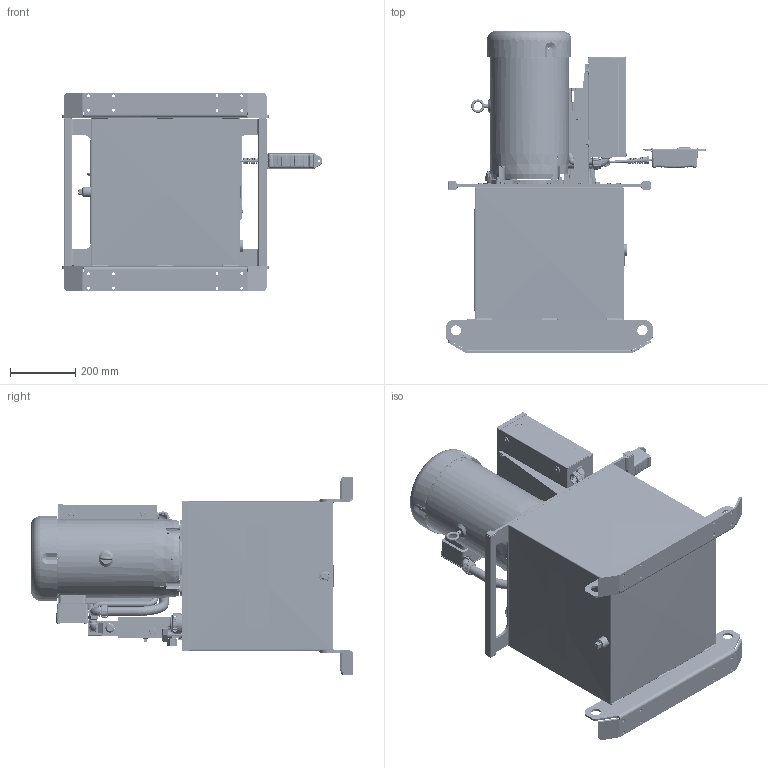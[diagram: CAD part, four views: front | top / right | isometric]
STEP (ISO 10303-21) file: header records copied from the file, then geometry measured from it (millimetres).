
FILE_DESCRIPTION (( 'STEP AP203' ), '1' );
FILE_NAME ('PE4004S.STEP', '2024-10-19T13:05:07', ( '' ), ( '' ), 'SwSTEP 2.0', 'SolidWorks 2022', '' );
FILE_SCHEMA (( 'CONFIG_CONTROL_DESIGN' ));
Products named in the file (1): PE4004S
Bounding box: 799.21 x 989.33 x 609.6 mm (x, y, z)
Surface area: 3731919 mm2 (no closed solid volume)
Topology: 0 solids, 901 shells, 3364 faces, 24453 edges, 21295 vertices
Faces by surface type: plane 1681, cylinder 682, cone 464, bspline 288, torus 215, sphere 34
Full cylindrical faces by diameter (mm): 1.984 x2, 3.175 x1, 3.454 x2, 4.699 x1, 4.851 x1, 5.156 x1, 5.387 x4, 5.944 x1, 6.35 x11, 6.477 x1, 6.528 x4, 6.604 x6, 6.68 x1, 7 x1, 7.142 x2, 7.163 x1, 7.925 x1, 7.937 x11, 7.938 x8, 8.001 x2, 8.026 x2, 8.382 x2, 8.433 x2, 8.731 x16, 8.839 x4, 8.89 x2, 9.169 x1, 9.195 x4, 9.373 x1, 9.398 x3
Entity records: 317222 total; most frequent: CARTESIAN_POINT 157343, ORIENTED_EDGE 28125, DIRECTION 26178, EDGE_CURVE 23602, VERTEX_POINT 21117, LINE 11638, VECTOR 11638, B_SPLINE_CURVE_WITH_KNOTS 7469
